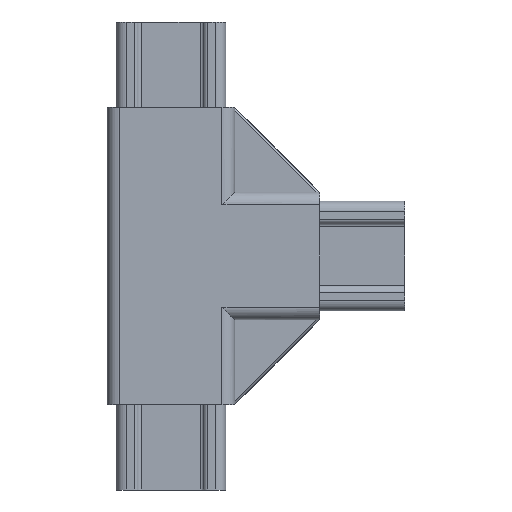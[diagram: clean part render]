
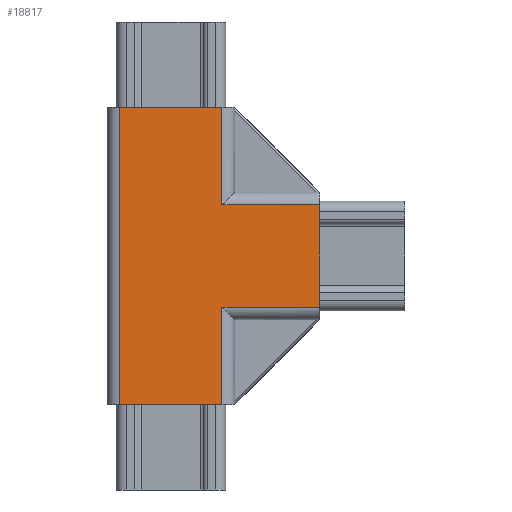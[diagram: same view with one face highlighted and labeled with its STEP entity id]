
A CAD part, left-side view. The second image highlights one B-rep face of the part: STEP entity #18817.
In plain terms, the highlighted planar face has unit normal (-1, 0, 0).
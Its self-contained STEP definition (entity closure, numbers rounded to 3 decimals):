
#105 = EDGE_CURVE ( 'NONE', #12245, #16994, #368, .T. ) ;
#203 = DIRECTION ( 'NONE',  ( 0., 1., 0. ) ) ;
#368 = LINE ( 'NONE', #18867, #10385 ) ;
#435 = LINE ( 'NONE', #15349, #4966 ) ;
#799 = PLANE ( 'NONE',  #1206 ) ;
#977 = VERTEX_POINT ( 'NONE', #9585 ) ;
#1206 = AXIS2_PLACEMENT_3D ( 'NONE', #3828, #5130, #14025 ) ;
#1546 = ORIENTED_EDGE ( 'NONE', *, *, #5564, .T. ) ;
#1788 = VECTOR ( 'NONE', #4833, 1000. ) ;
#1872 = CARTESIAN_POINT ( 'NONE',  ( 0., 0., -18.667 ) ) ;
#1882 = CARTESIAN_POINT ( 'NONE',  ( 0., 47., 28.333 ) ) ;
#2346 = EDGE_CURVE ( 'NONE', #977, #7496, #16017, .T. ) ;
#2650 = LINE ( 'NONE', #10122, #15856 ) ;
#2977 = CARTESIAN_POINT ( 'NONE',  ( 0., 0., -18.667 ) ) ;
#3128 = LINE ( 'NONE', #9984, #6107 ) ;
#3562 = LINE ( 'NONE', #15112, #16765 ) ;
#3655 = VERTEX_POINT ( 'NONE', #15547 ) ;
#3828 = CARTESIAN_POINT ( 'NONE',  ( 0., 0., 0. ) ) ;
#4833 = DIRECTION ( 'NONE',  ( 0., 0., 1. ) ) ;
#4884 = VECTOR ( 'NONE', #12187, 1000. ) ;
#4966 = VECTOR ( 'NONE', #8663, 1000. ) ;
#5130 = DIRECTION ( 'NONE',  ( 1., 0., 0. ) ) ;
#5564 = EDGE_CURVE ( 'NONE', #3655, #14373, #2650, .T. ) ;
#6107 = VECTOR ( 'NONE', #12966, 1000. ) ;
#6201 = ORIENTED_EDGE ( 'NONE', *, *, #2346, .T. ) ;
#6381 = CARTESIAN_POINT ( 'NONE',  ( 0., 23., -41.667 ) ) ;
#7486 = CARTESIAN_POINT ( 'NONE',  ( 0., 47., -41.667 ) ) ;
#7496 = VERTEX_POINT ( 'NONE', #2977 ) ;
#7554 = DIRECTION ( 'NONE',  ( 0., 0., -1. ) ) ;
#8663 = DIRECTION ( 'NONE',  ( 0., 0., 1. ) ) ;
#8906 = EDGE_LOOP ( 'NONE', ( #9439, #13295, #6201, #18610, #1546, #10035, #18117, #15485 ) ) ;
#9251 = CARTESIAN_POINT ( 'NONE',  ( 0., 23., 28.333 ) ) ;
#9439 = ORIENTED_EDGE ( 'NONE', *, *, #16045, .F. ) ;
#9585 = CARTESIAN_POINT ( 'NONE',  ( 0., 23., -18.667 ) ) ;
#9984 = CARTESIAN_POINT ( 'NONE',  ( 0., 0., 8.333 ) ) ;
#10035 = ORIENTED_EDGE ( 'NONE', *, *, #14160, .T. ) ;
#10122 = CARTESIAN_POINT ( 'NONE',  ( 0., 20., 5.333 ) ) ;
#10127 = FACE_OUTER_BOUND ( 'NONE', #8906, .T. ) ;
#10385 = VECTOR ( 'NONE', #7554, 1000. ) ;
#11654 = CARTESIAN_POINT ( 'NONE',  ( 0., 50., 28.333 ) ) ;
#11817 = LINE ( 'NONE', #15127, #1788 ) ;
#11824 = VERTEX_POINT ( 'NONE', #6381 ) ;
#12187 = DIRECTION ( 'NONE',  ( 0., -1., 0. ) ) ;
#12245 = VERTEX_POINT ( 'NONE', #1882 ) ;
#12506 = DIRECTION ( 'NONE',  ( 0., 1., 0. ) ) ;
#12966 = DIRECTION ( 'NONE',  ( 0., 0., -1. ) ) ;
#13295 = ORIENTED_EDGE ( 'NONE', *, *, #14881, .T. ) ;
#14025 = DIRECTION ( 'NONE',  ( 0., 0., -1. ) ) ;
#14160 = EDGE_CURVE ( 'NONE', #14373, #17065, #11817, .T. ) ;
#14373 = VERTEX_POINT ( 'NONE', #18176 ) ;
#14881 = EDGE_CURVE ( 'NONE', #11824, #977, #435, .T. ) ;
#15112 = CARTESIAN_POINT ( 'NONE',  ( 0., 20., -41.667 ) ) ;
#15127 = CARTESIAN_POINT ( 'NONE',  ( 0., 23., 0. ) ) ;
#15349 = CARTESIAN_POINT ( 'NONE',  ( 0., 23., 0. ) ) ;
#15485 = ORIENTED_EDGE ( 'NONE', *, *, #105, .T. ) ;
#15547 = CARTESIAN_POINT ( 'NONE',  ( 0., 0., 5.333 ) ) ;
#15809 = EDGE_CURVE ( 'NONE', #12245, #17065, #17693, .T. ) ;
#15856 = VECTOR ( 'NONE', #203, 1000. ) ;
#15861 = EDGE_CURVE ( 'NONE', #3655, #7496, #3128, .T. ) ;
#15864 = VECTOR ( 'NONE', #17353, 1000. ) ;
#16017 = LINE ( 'NONE', #1872, #4884 ) ;
#16045 = EDGE_CURVE ( 'NONE', #11824, #16994, #3562, .T. ) ;
#16765 = VECTOR ( 'NONE', #12506, 1000. ) ;
#16994 = VERTEX_POINT ( 'NONE', #7486 ) ;
#17065 = VERTEX_POINT ( 'NONE', #9251 ) ;
#17353 = DIRECTION ( 'NONE',  ( 0., -1., 0. ) ) ;
#17693 = LINE ( 'NONE', #11654, #15864 ) ;
#18117 = ORIENTED_EDGE ( 'NONE', *, *, #15809, .F. ) ;
#18176 = CARTESIAN_POINT ( 'NONE',  ( 0., 23., 5.333 ) ) ;
#18610 = ORIENTED_EDGE ( 'NONE', *, *, #15861, .F. ) ;
#18817 = ADVANCED_FACE ( 'NONE', ( #10127 ), #799, .F. ) ;
#18867 = CARTESIAN_POINT ( 'NONE',  ( 0., 47., 0. ) ) ;
